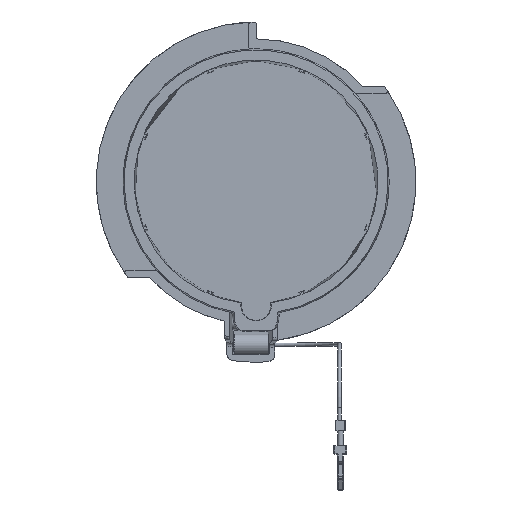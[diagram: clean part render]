
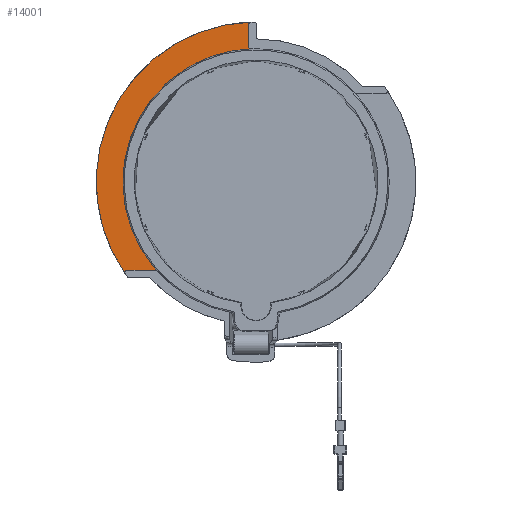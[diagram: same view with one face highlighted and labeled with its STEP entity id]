
A CAD part, top view. The second image highlights one B-rep face of the part: STEP entity #14001.
In plain terms, the highlighted planar face has unit normal (0, 0, 1).
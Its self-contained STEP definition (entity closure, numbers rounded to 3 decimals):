
#1432 = DIRECTION ( 'NONE',  ( -1., 0., 0. ) ) ;
#1790 = VERTEX_POINT ( 'NONE', #7448 ) ;
#1822 = DIRECTION ( 'NONE',  ( 0., 0., 1. ) ) ;
#1863 = ORIENTED_EDGE ( 'NONE', *, *, #12514, .T. ) ;
#2021 = CARTESIAN_POINT ( 'NONE',  ( -31.072, -20.9, -2.2 ) ) ;
#2037 = DIRECTION ( 'NONE',  ( -1., 0., 0. ) ) ;
#2307 = DIRECTION ( 'NONE',  ( 1., 0., 0. ) ) ;
#2532 = CARTESIAN_POINT ( 'NONE',  ( -37.86, 37.86, -2.2 ) ) ;
#2680 = FACE_OUTER_BOUND ( 'NONE', #5018, .T. ) ;
#2793 = CARTESIAN_POINT ( 'NONE',  ( -1.216, 37.83, -2.2 ) ) ;
#2805 = ORIENTED_EDGE ( 'NONE', *, *, #10010, .F. ) ;
#3316 = CARTESIAN_POINT ( 'NONE',  ( -30.612, -20.9, -2.2 ) ) ;
#3744 = DIRECTION ( 'NONE',  ( 1., 0., 0. ) ) ;
#4026 = CARTESIAN_POINT ( 'NONE',  ( 0., 0., -2.2 ) ) ;
#4214 = ORIENTED_EDGE ( 'NONE', *, *, #14457, .T. ) ;
#4465 = AXIS2_PLACEMENT_3D ( 'NONE', #4026, #1822, #2037 ) ;
#4486 = EDGE_CURVE ( 'NONE', #1790, #10252, #4722, .T. ) ;
#4722 = CIRCLE ( 'NONE', #4465, 31.5 ) ;
#4844 = VERTEX_POINT ( 'NONE', #14499 ) ;
#5018 = EDGE_LOOP ( 'NONE', ( #12523, #8864, #10070, #2805, #1863, #4214 ) ) ;
#5080 = CARTESIAN_POINT ( 'NONE',  ( -1.501, 37.821, -2.2 ) ) ;
#6303 = CARTESIAN_POINT ( 'NONE',  ( -30.612, -20.9, -2.2 ) ) ;
#6405 = VECTOR ( 'NONE', #13062, 1000. ) ;
#6522 = CARTESIAN_POINT ( 'NONE',  ( -31.285, -21.309, -2.2 ) ) ;
#7197 = CARTESIAN_POINT ( 'NONE',  ( -1.216, 37.83, -2.2 ) ) ;
#7335 = CARTESIAN_POINT ( 'NONE',  ( -31.021, -21.686, -2.2 ) ) ;
#7400 = LINE ( 'NONE', #9675, #6405 ) ;
#7448 = CARTESIAN_POINT ( 'NONE',  ( -1.7, 31.454, -2.2 ) ) ;
#8175 = DIRECTION ( 'NONE',  ( 0., 0., -1. ) ) ;
#8368 =( BOUNDED_CURVE ( )  B_SPLINE_CURVE ( 3, ( #2793, #5080, #10524, #9563 ),
 .UNSPECIFIED., .F., .F. ) 
 B_SPLINE_CURVE_WITH_KNOTS ( ( 4, 4 ),
 ( 2.372, 3.911 ),
 .UNSPECIFIED. ) 
 CURVE ( )  GEOMETRIC_REPRESENTATION_ITEM ( )  RATIONAL_B_SPLINE_CURVE ( ( 1., 0.812, 0.812, 1. ) ) 
 REPRESENTATION_ITEM ( '' )  );
#8823 = VERTEX_POINT ( 'NONE', #3316 ) ;
#8864 = ORIENTED_EDGE ( 'NONE', *, *, #14257, .F. ) ;
#8986 = VERTEX_POINT ( 'NONE', #7197 ) ;
#9117 = CARTESIAN_POINT ( 'NONE',  ( -23.568, -20.9, -2.2 ) ) ;
#9385 =( BOUNDED_CURVE ( )  B_SPLINE_CURVE ( 3, ( #7335, #6522, #2021, #6303 ),
 .UNSPECIFIED., .F., .F. ) 
 B_SPLINE_CURVE_WITH_KNOTS ( ( 4, 4 ),
 ( 2.051, 4.232 ),
 .UNSPECIFIED. ) 
 CURVE ( )  GEOMETRIC_REPRESENTATION_ITEM ( )  RATIONAL_B_SPLINE_CURVE ( ( 1., 0.641, 0.641, 1. ) ) 
 REPRESENTATION_ITEM ( '' )  );
#9563 = CARTESIAN_POINT ( 'NONE',  ( -1.7, 37.331, -2.2 ) ) ;
#9674 = AXIS2_PLACEMENT_3D ( 'NONE', #2532, #10495, #1432 ) ;
#9675 = CARTESIAN_POINT ( 'NONE',  ( -1.7, 37.331, -2.2 ) ) ;
#10010 = EDGE_CURVE ( 'NONE', #4844, #8986, #12993, .T. ) ;
#10070 = ORIENTED_EDGE ( 'NONE', *, *, #13074, .F. ) ;
#10252 = VERTEX_POINT ( 'NONE', #9117 ) ;
#10495 = DIRECTION ( 'NONE',  ( 0., 0., 1. ) ) ;
#10524 = CARTESIAN_POINT ( 'NONE',  ( -1.7, 37.616, -2.2 ) ) ;
#11229 = CARTESIAN_POINT ( 'NONE',  ( -1.7, 37.331, -2.2 ) ) ;
#12269 = VECTOR ( 'NONE', #2307, 1000. ) ;
#12514 = EDGE_CURVE ( 'NONE', #4844, #8823, #9385, .T. ) ;
#12523 = ORIENTED_EDGE ( 'NONE', *, *, #4486, .F. ) ;
#12993 = CIRCLE ( 'NONE', #13700, 37.85 ) ;
#13062 = DIRECTION ( 'NONE',  ( 0., -1., 0. ) ) ;
#13074 = EDGE_CURVE ( 'NONE', #8986, #13914, #8368, .T. ) ;
#13572 = CARTESIAN_POINT ( 'NONE',  ( -30.612, -20.9, -2.2 ) ) ;
#13700 = AXIS2_PLACEMENT_3D ( 'NONE', #13763, #8175, #3744 ) ;
#13763 = CARTESIAN_POINT ( 'NONE',  ( 0., 0., -2.2 ) ) ;
#13914 = VERTEX_POINT ( 'NONE', #11229 ) ;
#13946 = PLANE ( 'NONE',  #9674 ) ;
#14001 = ADVANCED_FACE ( 'NONE', ( #2680 ), #13946, .T. ) ;
#14257 = EDGE_CURVE ( 'NONE', #13914, #1790, #7400, .T. ) ;
#14457 = EDGE_CURVE ( 'NONE', #8823, #10252, #14526, .T. ) ;
#14499 = CARTESIAN_POINT ( 'NONE',  ( -31.021, -21.686, -2.2 ) ) ;
#14526 = LINE ( 'NONE', #13572, #12269 ) ;
